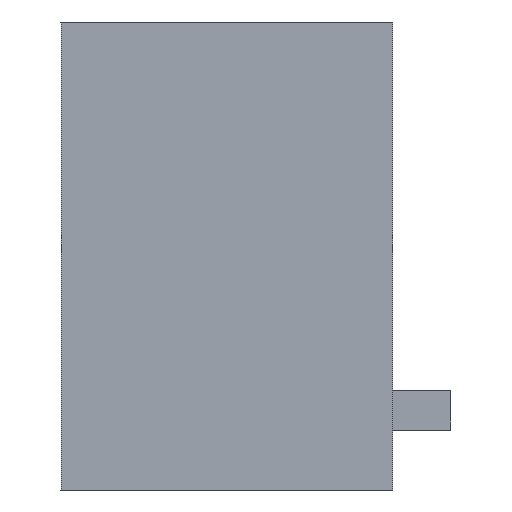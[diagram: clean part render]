
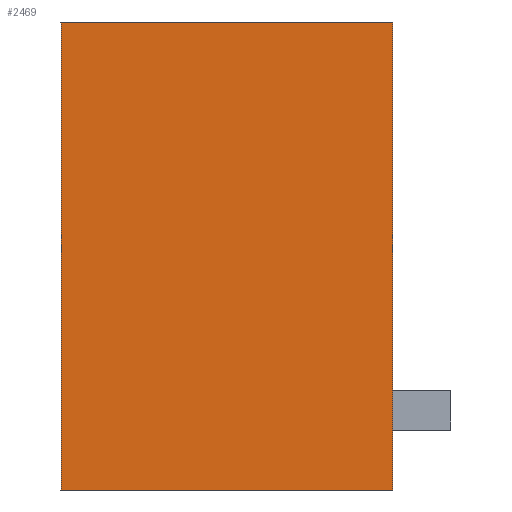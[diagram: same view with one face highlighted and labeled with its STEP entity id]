
A CAD part, left-side view. The second image highlights one B-rep face of the part: STEP entity #2469.
In plain terms, the highlighted planar face has unit normal (-1, 0, 0).
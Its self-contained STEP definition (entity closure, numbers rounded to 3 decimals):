
#2456=AXIS2_PLACEMENT_3D('Plane Axis2P3D',#2453,#2454,#2455) ;
#188=CARTESIAN_POINT('Vertex',(0.,1.5,12.)) ;
#191=CARTESIAN_POINT('Line Origine',(0.,1.5,6.)) ;
#195=CARTESIAN_POINT('Vertex',(0.,1.5,0.)) ;
#249=CARTESIAN_POINT('Line Origine',(0.,5.75,0.)) ;
#253=CARTESIAN_POINT('Vertex',(0.,10.,0.)) ;
#1641=CARTESIAN_POINT('Line Origine',(0.,5.75,12.)) ;
#1645=CARTESIAN_POINT('Vertex',(0.,10.,12.)) ;
#2453=CARTESIAN_POINT('Axis2P3D Location',(0.,0.,0.)) ;
#2458=CARTESIAN_POINT('Line Origine',(0.,10.,6.)) ;
#192=DIRECTION('Vector Direction',(0.,0.,-1.)) ;
#250=DIRECTION('Vector Direction',(0.,-1.,0.)) ;
#1642=DIRECTION('Vector Direction',(0.,1.,0.)) ;
#2454=DIRECTION('Axis2P3D Direction',(-1.,0.,0.)) ;
#2455=DIRECTION('Axis2P3D XDirection',(0.,0.,1.)) ;
#2459=DIRECTION('Vector Direction',(0.,0.,1.)) ;
#193=VECTOR('Line Direction',#192,1.) ;
#251=VECTOR('Line Direction',#250,1.) ;
#1643=VECTOR('Line Direction',#1642,1.) ;
#2460=VECTOR('Line Direction',#2459,1.) ;
#2464=ORIENTED_EDGE('',*,*,#255,.T.) ;
#2465=ORIENTED_EDGE('',*,*,#197,.T.) ;
#2466=ORIENTED_EDGE('',*,*,#1647,.T.) ;
#2467=ORIENTED_EDGE('',*,*,#2462,.T.) ;
#2469=ADVANCED_FACE('HOUSING',(#2468),#2457,.T.) ;
#197=EDGE_CURVE('',#196,#189,#194,.F.) ;
#255=EDGE_CURVE('',#254,#196,#252,.T.) ;
#1647=EDGE_CURVE('',#189,#1646,#1644,.T.) ;
#2462=EDGE_CURVE('',#1646,#254,#2461,.F.) ;
#2463=EDGE_LOOP('',(#2464,#2465,#2466,#2467)) ;
#2468=FACE_OUTER_BOUND('',#2463,.T.) ;
#194=LINE('Line',#191,#193) ;
#252=LINE('Line',#249,#251) ;
#1644=LINE('Line',#1641,#1643) ;
#2461=LINE('Line',#2458,#2460) ;
#2457=PLANE('',#2456) ;
#189=VERTEX_POINT('',#188) ;
#196=VERTEX_POINT('',#195) ;
#254=VERTEX_POINT('',#253) ;
#1646=VERTEX_POINT('',#1645) ;
